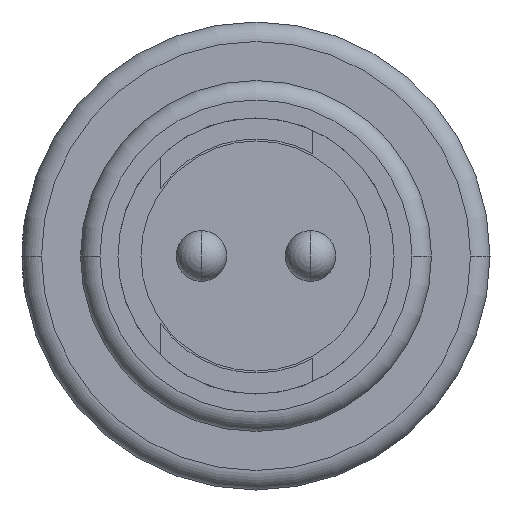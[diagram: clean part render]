
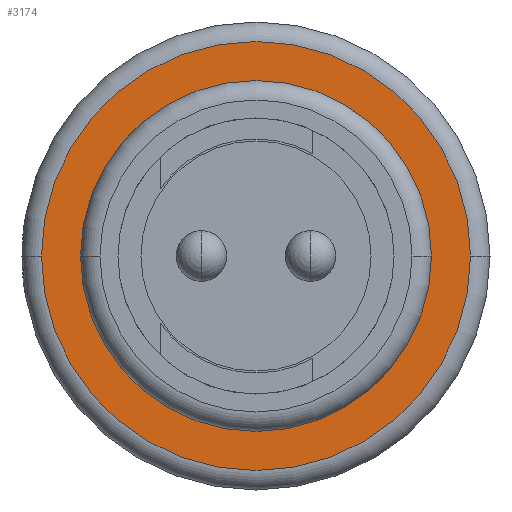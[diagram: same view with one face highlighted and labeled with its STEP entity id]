
A CAD part, left-side view. The second image highlights one B-rep face of the part: STEP entity #3174.
In plain terms, the highlighted planar face has unit normal (-1, 0, 0).
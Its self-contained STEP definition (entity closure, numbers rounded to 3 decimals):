
#971=CARTESIAN_POINT('',(-2.4,0.,0.));
#972=DIRECTION('',(-1.,0.,0.));
#973=DIRECTION('',(0.,-1.,0.));
#974=AXIS2_PLACEMENT_3D('',#971,#972,#973);
#979=CARTESIAN_POINT('',(-2.4,0.,0.));
#980=DIRECTION('',(-1.,0.,0.));
#981=DIRECTION('',(0.,1.,0.));
#982=AXIS2_PLACEMENT_3D('',#979,#980,#981);
#995=CARTESIAN_POINT('',(-2.4,0.,0.));
#996=DIRECTION('',(1.,0.,0.));
#997=DIRECTION('',(0.,1.,0.));
#998=AXIS2_PLACEMENT_3D('',#995,#996,#997);
#1442=CARTESIAN_POINT('',(-2.4,0.,0.));
#1443=DIRECTION('',(-1.,0.,0.));
#1444=DIRECTION('',(0.,1.,0.));
#1445=AXIS2_PLACEMENT_3D('',#1442,#1443,#1444);
#1925=CARTESIAN_POINT('',(-2.4,4.5,0.));
#1926=CARTESIAN_POINT('',(-2.4,-4.5,0.));
#1927=VERTEX_POINT('',#1925);
#1928=VERTEX_POINT('',#1926);
#1989=CARTESIAN_POINT('',(-2.4,-5.5,0.));
#1990=CARTESIAN_POINT('',(-2.4,5.5,0.));
#1991=VERTEX_POINT('',#1989);
#1992=VERTEX_POINT('',#1990);
#3158=CARTESIAN_POINT('',(-2.4,0.,0.));
#3159=DIRECTION('',(1.,0.,0.));
#3160=DIRECTION('',(0.,-1.,0.));
#3161=AXIS2_PLACEMENT_3D('',#3158,#3159,#3160);
#3162=PLANE('',#3161);
#3164=ORIENTED_EDGE('',*,*,#3163,.F.);
#3165=ORIENTED_EDGE('',*,*,#3148,.F.);
#3166=EDGE_LOOP('',(#3164,#3165));
#3167=FACE_OUTER_BOUND('',#3166,.F.);
#3169=ORIENTED_EDGE('',*,*,#3168,.F.);
#3171=ORIENTED_EDGE('',*,*,#3170,.T.);
#3172=EDGE_LOOP('',(#3169,#3171));
#3173=FACE_BOUND('',#3172,.F.);
#975=CIRCLE('',#974,5.5);
#983=CIRCLE('',#982,5.5);
#999=CIRCLE('',#998,4.5);
#1446=CIRCLE('',#1445,4.5);
#3148=EDGE_CURVE('',#1992,#1991,#983,.T.);
#3163=EDGE_CURVE('',#1991,#1992,#975,.T.);
#3168=EDGE_CURVE('',#1927,#1928,#999,.T.);
#3170=EDGE_CURVE('',#1927,#1928,#1446,.T.);
#3174=ADVANCED_FACE('',(#3167,#3173),#3162,.F.);
